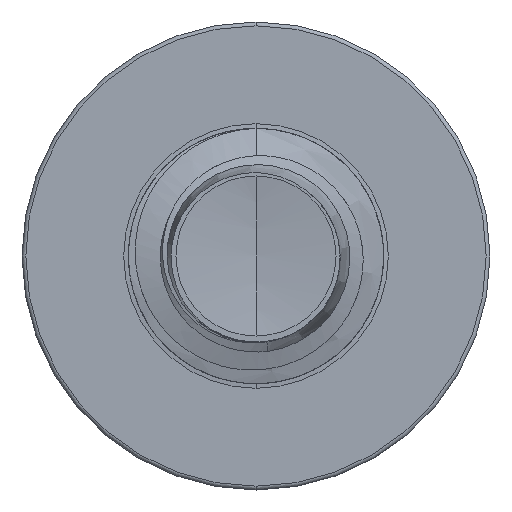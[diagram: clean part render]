
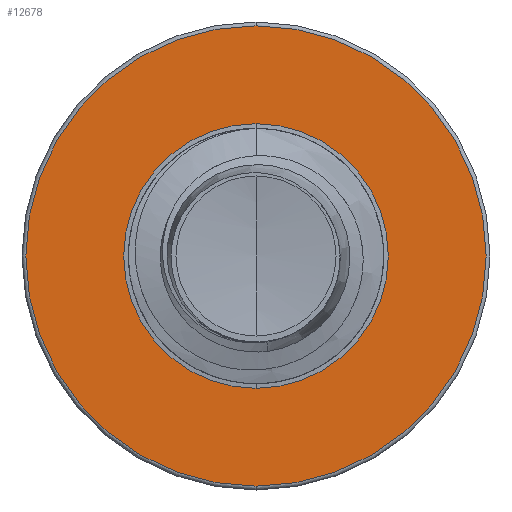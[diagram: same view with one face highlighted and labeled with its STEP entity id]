
A CAD part, front view. The second image highlights one B-rep face of the part: STEP entity #12678.
In plain terms, the highlighted planar face has unit normal (0, -1, 0).
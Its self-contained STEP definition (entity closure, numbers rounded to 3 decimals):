
#162 = EDGE_CURVE ( 'NONE', #12588, #21168, #9945, .T. ) ;
#245 = CARTESIAN_POINT ( 'NONE',  ( 0., 7., 0. ) ) ;
#808 = CARTESIAN_POINT ( 'NONE',  ( 0., 7., 1.623 ) ) ;
#1397 = DIRECTION ( 'NONE',  ( 0., 0., 1. ) ) ;
#1415 = DIRECTION ( 'NONE',  ( 0., 1., 0. ) ) ;
#1422 = CARTESIAN_POINT ( 'NONE',  ( 0., 7., 0. ) ) ;
#1542 = EDGE_CURVE ( 'NONE', #4155, #8078, #2968, .T. ) ;
#1991 = CARTESIAN_POINT ( 'NONE',  ( 0., 7., 0. ) ) ;
#2023 = DIRECTION ( 'NONE',  ( 0., 1., 0. ) ) ;
#2259 = DIRECTION ( 'NONE',  ( 0., 0., 1. ) ) ;
#2312 = FACE_BOUND ( 'NONE', #4151, .T. ) ;
#2398 = CARTESIAN_POINT ( 'NONE',  ( 0., 7., -0.933 ) ) ;
#2968 = CIRCLE ( 'NONE', #15802, 1.623 ) ;
#3532 = CARTESIAN_POINT ( 'NONE',  ( 0., 7., 0.933 ) ) ;
#4151 = EDGE_LOOP ( 'NONE', ( #17536, #17814 ) ) ;
#4155 = VERTEX_POINT ( 'NONE', #808 ) ;
#5438 = DIRECTION ( 'NONE',  ( 0., 1., 0. ) ) ;
#7141 = FACE_OUTER_BOUND ( 'NONE', #17679, .T. ) ;
#7209 = ORIENTED_EDGE ( 'NONE', *, *, #8832, .F. ) ;
#7368 = AXIS2_PLACEMENT_3D ( 'NONE', #18596, #9719, #20163 ) ;
#8078 = VERTEX_POINT ( 'NONE', #9133 ) ;
#8832 = EDGE_CURVE ( 'NONE', #8078, #4155, #19424, .T. ) ;
#9133 = CARTESIAN_POINT ( 'NONE',  ( 0., 7., -1.623 ) ) ;
#9719 = DIRECTION ( 'NONE',  ( 0., 1., 0. ) ) ;
#9945 = CIRCLE ( 'NONE', #15188, 0.933 ) ;
#12297 = CIRCLE ( 'NONE', #20526, 0.933 ) ;
#12588 = VERTEX_POINT ( 'NONE', #3532 ) ;
#12605 = DIRECTION ( 'NONE',  ( 0., 1., 0. ) ) ;
#12678 = ADVANCED_FACE ( 'NONE', ( #7141, #2312 ), #16609, .F. ) ;
#13695 = CARTESIAN_POINT ( 'NONE',  ( 0., 7., -0.933 ) ) ;
#15188 = AXIS2_PLACEMENT_3D ( 'NONE', #1422, #1415, #1397 ) ;
#15794 = ORIENTED_EDGE ( 'NONE', *, *, #1542, .F. ) ;
#15802 = AXIS2_PLACEMENT_3D ( 'NONE', #1991, #2023, #20165 ) ;
#16609 = PLANE ( 'NONE',  #21018 ) ;
#16669 = DIRECTION ( 'NONE',  ( 0., 0., 1. ) ) ;
#17482 = EDGE_CURVE ( 'NONE', #21168, #12588, #12297, .T. ) ;
#17536 = ORIENTED_EDGE ( 'NONE', *, *, #162, .T. ) ;
#17679 = EDGE_LOOP ( 'NONE', ( #15794, #7209 ) ) ;
#17814 = ORIENTED_EDGE ( 'NONE', *, *, #17482, .T. ) ;
#18596 = CARTESIAN_POINT ( 'NONE',  ( 0., 7., 0. ) ) ;
#19424 = CIRCLE ( 'NONE', #7368, 1.623 ) ;
#20163 = DIRECTION ( 'NONE',  ( 0., 0., 1. ) ) ;
#20165 = DIRECTION ( 'NONE',  ( 0., 0., 1. ) ) ;
#20526 = AXIS2_PLACEMENT_3D ( 'NONE', #245, #12605, #2259 ) ;
#21018 = AXIS2_PLACEMENT_3D ( 'NONE', #13695, #5438, #16669 ) ;
#21168 = VERTEX_POINT ( 'NONE', #2398 ) ;
